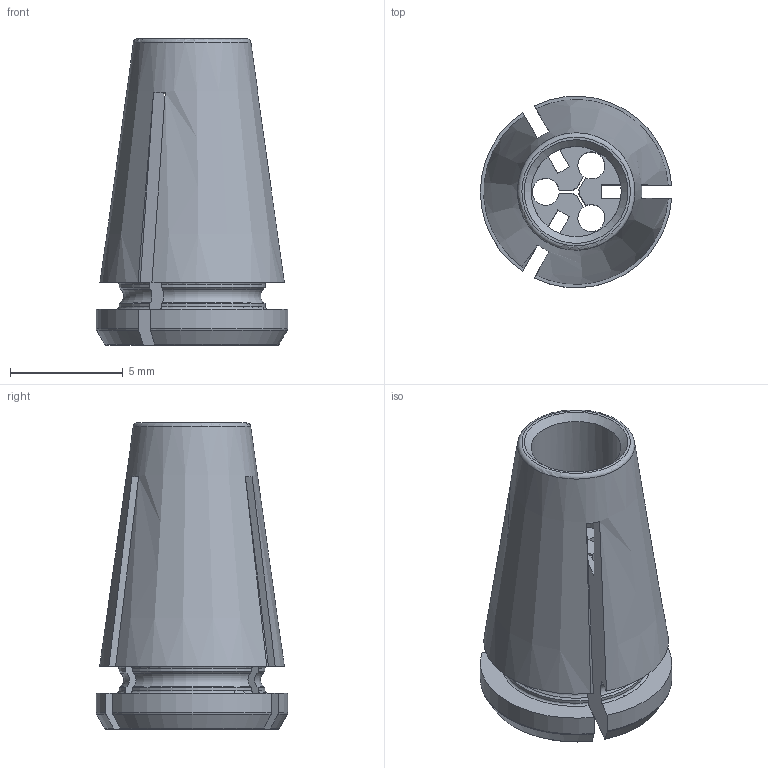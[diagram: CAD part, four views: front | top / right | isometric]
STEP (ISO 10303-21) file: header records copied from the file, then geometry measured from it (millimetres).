
FILE_DESCRIPTION(/* description */ (''),/* implementation_level */ '2;1');
FILE_NAME(/* name */ '130800300.stp',/* time_stamp */ '2021-01-08T13:03:39',/* author */ ('LRA'),/* organization */ ('REGO-FIX'),/* preprocessor_version */ ' Unknown',/* originating_system */ 'SIEMENS PLM Software Solid Edge ST10',/* authorization */ 'Unknown');
FILE_SCHEMA (('AUTOMOTIVE_DESIGN { 1 0 10303 214 2 1 1}'));
Length unit declared in the file: millimetre
Products named in the file (1): NOCUT
Bounding box: 8.49 x 8.49 x 13.6 mm (x, y, z)
Volume: 358.4 mm3; surface area: 725.4 mm2
Topology: 1 solids, 1 shells, 83 faces, 253 edges, 167 vertices
Faces by surface type: plane 27, cylinder 25, torus 16, cone 15
Full cylindrical faces by diameter (mm): 4 x1
Entity records: 2925 total; most frequent: CARTESIAN_POINT 673, ORIENTED_EDGE 488, DIRECTION 453, EDGE_CURVE 244, AXIS2_PLACEMENT_3D 171, VERTEX_POINT 163, LINE 111, VECTOR 111
